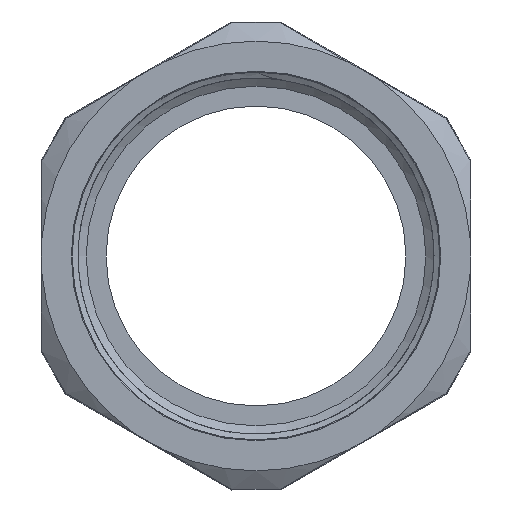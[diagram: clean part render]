
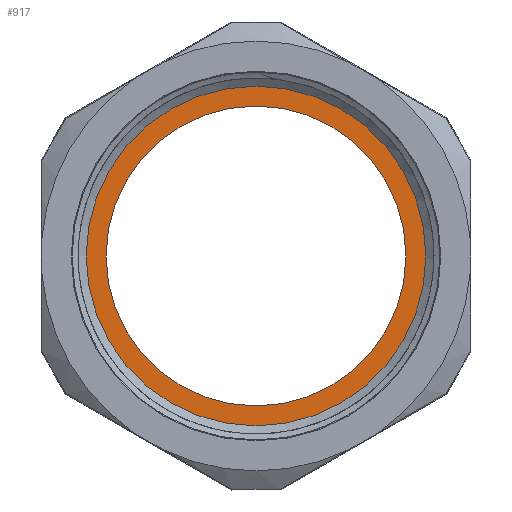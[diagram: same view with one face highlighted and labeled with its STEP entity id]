
A CAD part, left-side view. The second image highlights one B-rep face of the part: STEP entity #917.
In plain terms, the highlighted planar face has unit normal (-1, 0, 0).
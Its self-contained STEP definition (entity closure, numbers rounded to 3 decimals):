
#198=PLANE('',#1008);
#215=FACE_BOUND('',#332,.T.);
#271=FACE_OUTER_BOUND('',#331,.T.);
#331=EDGE_LOOP('',(#834));
#332=EDGE_LOOP('',(#835));
#350=CIRCLE('',#937,19.19);
#367=CIRCLE('',#1001,21.74);
#375=VERTEX_POINT('',#1239);
#459=VERTEX_POINT('',#6000);
#468=EDGE_CURVE('',#375,#375,#350,.T.);
#591=EDGE_CURVE('',#459,#459,#367,.T.);
#834=ORIENTED_EDGE('',*,*,#591,.F.);
#835=ORIENTED_EDGE('',*,*,#468,.T.);
#917=ADVANCED_FACE('',(#271,#215),#198,.T.);
#937=AXIS2_PLACEMENT_3D('',#1240,#1031,#1032);
#1001=AXIS2_PLACEMENT_3D('',#6001,#1189,#1190);
#1008=AXIS2_PLACEMENT_3D('',#6012,#1206,#1207);
#1031=DIRECTION('center_axis',(1.,0.,0.));
#1032=DIRECTION('ref_axis',(0.,0.,-1.));
#1189=DIRECTION('center_axis',(1.,0.,0.));
#1190=DIRECTION('ref_axis',(0.,0.,-1.));
#1206=DIRECTION('center_axis',(-1.,0.,0.));
#1207=DIRECTION('ref_axis',(0.,0.,1.));
#1239=CARTESIAN_POINT('',(-5.,19.19,0.));
#1240=CARTESIAN_POINT('Origin',(-5.,0.,0.));
#6000=CARTESIAN_POINT('',(-5.,21.74,0.));
#6001=CARTESIAN_POINT('Origin',(-5.,0.,0.));
#6012=CARTESIAN_POINT('Origin',(-5.,21.74,0.));
